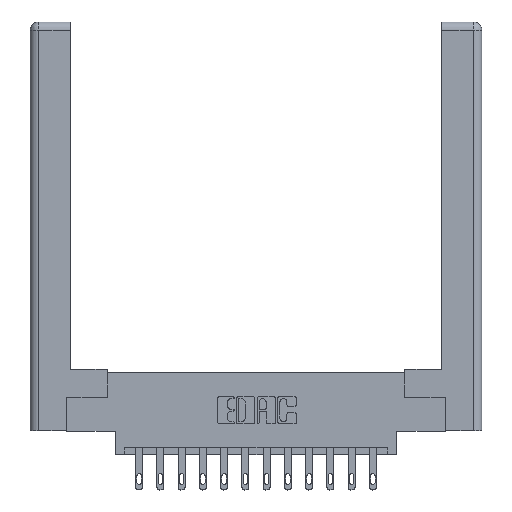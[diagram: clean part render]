
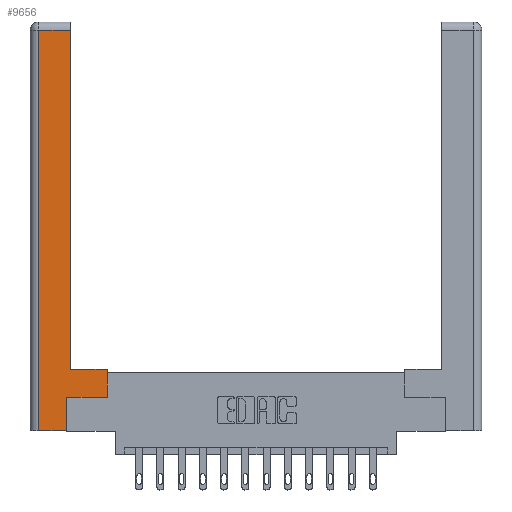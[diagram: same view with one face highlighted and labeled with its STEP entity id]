
A CAD part, top view. The second image highlights one B-rep face of the part: STEP entity #9656.
In plain terms, the highlighted planar face has unit normal (0, 0, 1).
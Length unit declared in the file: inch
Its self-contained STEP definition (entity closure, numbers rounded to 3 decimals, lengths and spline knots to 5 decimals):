
#269 = CARTESIAN_POINT ( 'NONE',  ( 0.565, 0.45, 0. ) ) ;
#281 = ORIENTED_EDGE ( 'NONE', *, *, #4570, .T. ) ;
#424 = EDGE_CURVE ( 'NONE', #2188, #9192, #13084, .T. ) ;
#446 = DIRECTION ( 'NONE',  ( 0., 1., 0. ) ) ;
#482 = DIRECTION ( 'NONE',  ( -1., 0., 0. ) ) ;
#558 = CARTESIAN_POINT ( 'NONE',  ( 0.265, 0.245, 0. ) ) ;
#783 = CARTESIAN_POINT ( 'NONE',  ( 0.0615, 2.94, 0. ) ) ;
#1079 = VECTOR ( 'NONE', #11463, 39.37008 ) ;
#1131 = CARTESIAN_POINT ( 'NONE',  ( 0.0615, 0., 0. ) ) ;
#1669 = DIRECTION ( 'NONE',  ( 0., 0., -1. ) ) ;
#1684 = ORIENTED_EDGE ( 'NONE', *, *, #11737, .T. ) ;
#1708 = CARTESIAN_POINT ( 'NONE',  ( 0.565, 0.245, 0. ) ) ;
#1935 = VERTEX_POINT ( 'NONE', #7814 ) ;
#2055 = LINE ( 'NONE', #783, #7990 ) ;
#2188 = VERTEX_POINT ( 'NONE', #1131 ) ;
#2222 = CARTESIAN_POINT ( 'NONE',  ( 0.565, 0.245, 0. ) ) ;
#2518 = CARTESIAN_POINT ( 'NONE',  ( 0.265, 0., 0. ) ) ;
#2520 = CARTESIAN_POINT ( 'NONE',  ( 0.295, 0.45, 0. ) ) ;
#2927 = DIRECTION ( 'NONE',  ( 1., 0., 0. ) ) ;
#3022 = VERTEX_POINT ( 'NONE', #2520 ) ;
#3291 = LINE ( 'NONE', #13981, #12745 ) ;
#3372 = VERTEX_POINT ( 'NONE', #269 ) ;
#4321 = LINE ( 'NONE', #12452, #13019 ) ;
#4484 = LINE ( 'NONE', #11090, #10678 ) ;
#4570 = EDGE_CURVE ( 'NONE', #9471, #3372, #7928, .T. ) ;
#5703 = EDGE_CURVE ( 'NONE', #3372, #3022, #3291, .T. ) ;
#6455 = DIRECTION ( 'NONE',  ( 1., 0., 0. ) ) ;
#6587 = CARTESIAN_POINT ( 'NONE',  ( 0., 0., 0. ) ) ;
#6612 = VERTEX_POINT ( 'NONE', #8081 ) ;
#6646 = AXIS2_PLACEMENT_3D ( 'NONE', #6587, #1669, #482 ) ;
#7510 = DIRECTION ( 'NONE',  ( 0., 1., 0. ) ) ;
#7674 = DIRECTION ( 'NONE',  ( -1., 0., 0. ) ) ;
#7814 = CARTESIAN_POINT ( 'NONE',  ( 0.265, 0.245, 0. ) ) ;
#7834 = ORIENTED_EDGE ( 'NONE', *, *, #11132, .T. ) ;
#7928 = LINE ( 'NONE', #10901, #13545 ) ;
#7990 = VECTOR ( 'NONE', #11735, 39.37008 ) ;
#8049 = EDGE_LOOP ( 'NONE', ( #13422, #15691, #7834, #11907, #1684, #14763, #281, #14656 ) ) ;
#8081 = CARTESIAN_POINT ( 'NONE',  ( 0.295, 2.94, 0. ) ) ;
#8117 = CARTESIAN_POINT ( 'NONE',  ( 0.0615, 2.94, 0. ) ) ;
#8566 = EDGE_CURVE ( 'NONE', #6612, #12233, #2055, .T. ) ;
#9192 = VERTEX_POINT ( 'NONE', #2518 ) ;
#9471 = VERTEX_POINT ( 'NONE', #2222 ) ;
#9656 = ADVANCED_FACE ( 'NONE', ( #14892 ), #15207, .F. ) ;
#10678 = VECTOR ( 'NONE', #446, 39.37008 ) ;
#10901 = CARTESIAN_POINT ( 'NONE',  ( 0.565, 0.45, 0. ) ) ;
#10968 = VECTOR ( 'NONE', #6455, 39.37008 ) ;
#11090 = CARTESIAN_POINT ( 'NONE',  ( 0.295, 3., 0. ) ) ;
#11132 = EDGE_CURVE ( 'NONE', #12233, #2188, #4321, .T. ) ;
#11203 = CARTESIAN_POINT ( 'NONE',  ( 0.265, 0., 0. ) ) ;
#11262 = DIRECTION ( 'NONE',  ( 0., -1., 0. ) ) ;
#11463 = DIRECTION ( 'NONE',  ( 0., 1., 0. ) ) ;
#11735 = DIRECTION ( 'NONE',  ( -1., 0., 0. ) ) ;
#11737 = EDGE_CURVE ( 'NONE', #9192, #1935, #15315, .T. ) ;
#11907 = ORIENTED_EDGE ( 'NONE', *, *, #424, .T. ) ;
#12012 = VECTOR ( 'NONE', #2927, 39.37008 ) ;
#12106 = EDGE_CURVE ( 'NONE', #1935, #9471, #15295, .T. ) ;
#12233 = VERTEX_POINT ( 'NONE', #8117 ) ;
#12452 = CARTESIAN_POINT ( 'NONE',  ( 0.0615, 0., 0. ) ) ;
#12745 = VECTOR ( 'NONE', #7674, 39.37008 ) ;
#12859 = EDGE_CURVE ( 'NONE', #3022, #6612, #4484, .T. ) ;
#13019 = VECTOR ( 'NONE', #11262, 39.37008 ) ;
#13084 = LINE ( 'NONE', #11203, #10968 ) ;
#13422 = ORIENTED_EDGE ( 'NONE', *, *, #12859, .T. ) ;
#13545 = VECTOR ( 'NONE', #7510, 39.37008 ) ;
#13981 = CARTESIAN_POINT ( 'NONE',  ( 0.295, 0.45, 0. ) ) ;
#14656 = ORIENTED_EDGE ( 'NONE', *, *, #5703, .T. ) ;
#14763 = ORIENTED_EDGE ( 'NONE', *, *, #12106, .T. ) ;
#14892 = FACE_OUTER_BOUND ( 'NONE', #8049, .T. ) ;
#15207 = PLANE ( 'NONE',  #6646 ) ;
#15295 = LINE ( 'NONE', #1708, #12012 ) ;
#15315 = LINE ( 'NONE', #558, #1079 ) ;
#15691 = ORIENTED_EDGE ( 'NONE', *, *, #8566, .T. ) ;
